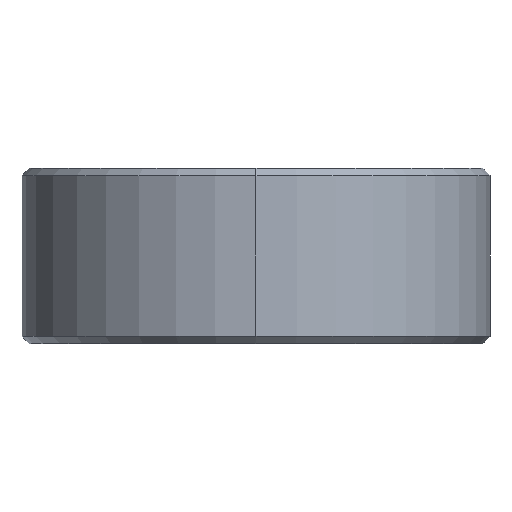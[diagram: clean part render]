
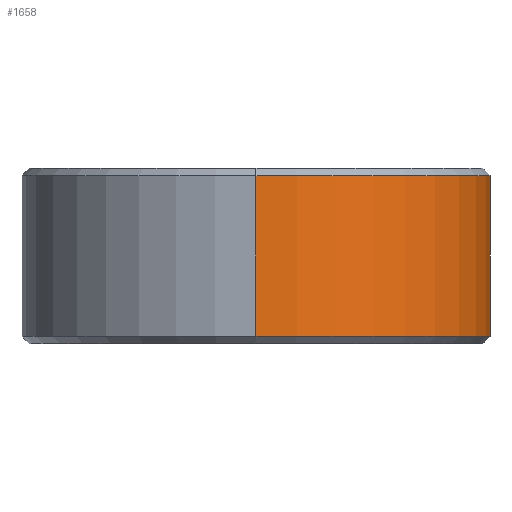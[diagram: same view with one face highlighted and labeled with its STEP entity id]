
A CAD part, left-side view. The second image highlights one B-rep face of the part: STEP entity #1658.
In plain terms, the highlighted cylindrical face has radius 12.7 mm (diameter 25.4 mm), a partial arc.
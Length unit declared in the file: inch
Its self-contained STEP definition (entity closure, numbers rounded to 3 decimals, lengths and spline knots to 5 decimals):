
#157 = ORIENTED_EDGE ( 'NONE', *, *, #1180, .T. ) ;
#189 = CIRCLE ( 'NONE', #3378, 0.5 ) ;
#381 = VECTOR ( 'NONE', #957, 39.37008 ) ;
#382 = VERTEX_POINT ( 'NONE', #2794 ) ;
#414 = CARTESIAN_POINT ( 'NONE',  ( 0., 0., 0.35925 ) ) ;
#957 = DIRECTION ( 'NONE',  ( 0., 0., -1. ) ) ;
#1004 = DIRECTION ( 'NONE',  ( 0., 0., -1. ) ) ;
#1080 = DIRECTION ( 'NONE',  ( 1., 0., 0. ) ) ;
#1180 = EDGE_CURVE ( 'NONE', #3702, #3133, #1758, .T. ) ;
#1224 = VECTOR ( 'NONE', #1004, 39.37008 ) ;
#1241 = EDGE_CURVE ( 'NONE', #382, #1920, #4034, .T. ) ;
#1260 = CARTESIAN_POINT ( 'NONE',  ( -0.5, 0., 0.35925 ) ) ;
#1470 = ORIENTED_EDGE ( 'NONE', *, *, #1241, .F. ) ;
#1479 = ORIENTED_EDGE ( 'NONE', *, *, #2195, .T. ) ;
#1489 = AXIS2_PLACEMENT_3D ( 'NONE', #414, #3651, #2964 ) ;
#1658 = ADVANCED_FACE ( 'NONE', ( #3266 ), #2478, .T. ) ;
#1758 = LINE ( 'NONE', #1803, #1224 ) ;
#1803 = CARTESIAN_POINT ( 'NONE',  ( -0.5, 0., 0.375 ) ) ;
#1860 = ORIENTED_EDGE ( 'NONE', *, *, #4809, .T. ) ;
#1919 = AXIS2_PLACEMENT_3D ( 'NONE', #2795, #2141, #2066 ) ;
#1920 = VERTEX_POINT ( 'NONE', #3822 ) ;
#2066 = DIRECTION ( 'NONE',  ( -1., 0., 0. ) ) ;
#2141 = DIRECTION ( 'NONE',  ( 0., 0., -1. ) ) ;
#2195 = EDGE_CURVE ( 'NONE', #382, #3702, #2495, .T. ) ;
#2478 = CYLINDRICAL_SURFACE ( 'NONE', #1919, 0.5 ) ;
#2495 = CIRCLE ( 'NONE', #1489, 0.5 ) ;
#2794 = CARTESIAN_POINT ( 'NONE',  ( 0., -0.5, 0.35925 ) ) ;
#2795 = CARTESIAN_POINT ( 'NONE',  ( 0., 0., 0.375 ) ) ;
#2931 = CARTESIAN_POINT ( 'NONE',  ( 0., 0., 0.01575 ) ) ;
#2964 = DIRECTION ( 'NONE',  ( 1., 0., 0. ) ) ;
#3133 = VERTEX_POINT ( 'NONE', #4825 ) ;
#3266 = FACE_OUTER_BOUND ( 'NONE', #4210, .T. ) ;
#3378 = AXIS2_PLACEMENT_3D ( 'NONE', #2931, #4429, #1080 ) ;
#3651 = DIRECTION ( 'NONE',  ( 0., 0., -1. ) ) ;
#3702 = VERTEX_POINT ( 'NONE', #1260 ) ;
#3822 = CARTESIAN_POINT ( 'NONE',  ( 0., -0.5, 0.01575 ) ) ;
#4034 = LINE ( 'NONE', #4407, #381 ) ;
#4210 = EDGE_LOOP ( 'NONE', ( #1479, #157, #1860, #1470 ) ) ;
#4407 = CARTESIAN_POINT ( 'NONE',  ( 0., -0.5, 0.375 ) ) ;
#4429 = DIRECTION ( 'NONE',  ( 0., 0., 1. ) ) ;
#4809 = EDGE_CURVE ( 'NONE', #3133, #1920, #189, .T. ) ;
#4825 = CARTESIAN_POINT ( 'NONE',  ( -0.5, 0., 0.01575 ) ) ;
